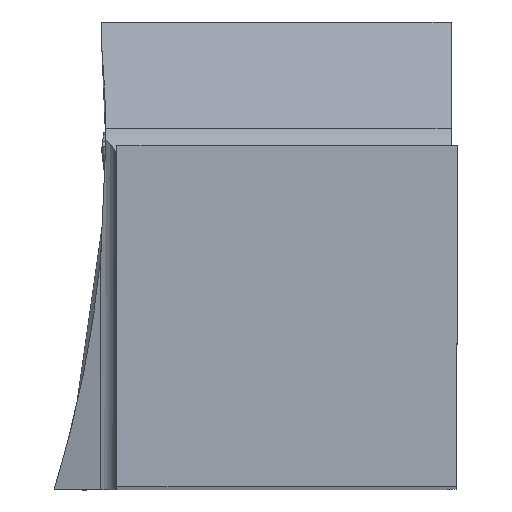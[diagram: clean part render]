
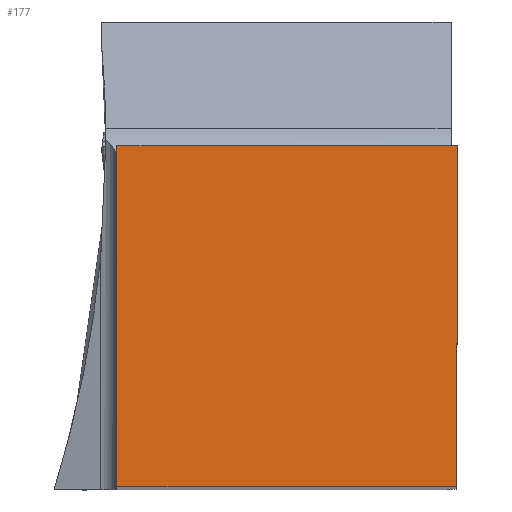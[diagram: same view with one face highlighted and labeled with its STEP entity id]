
A CAD part, top view. The second image highlights one B-rep face of the part: STEP entity #177.
In plain terms, the highlighted planar face has unit normal (0, 0, 1).
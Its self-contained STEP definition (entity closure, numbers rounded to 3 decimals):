
#119=PLANE('',#1546);
#177=ADVANCED_FACE('CU_BACK_SU1',(#258),#119,.F.);
#258=FACE_OUTER_BOUND('',#328,.T.);
#328=EDGE_LOOP('',(#826,#827,#828,#829));
#428=LINE('',#2192,#564);
#437=LINE('',#2253,#573);
#440=LINE('',#2259,#576);
#461=LINE('',#2325,#597);
#564=VECTOR('',#1698,1.);
#573=VECTOR('',#1717,1.);
#576=VECTOR('',#1722,1.);
#597=VECTOR('',#1767,1.);
#826=ORIENTED_EDGE('',*,*,#1279,.T.);
#827=ORIENTED_EDGE('',*,*,#1293,.T.);
#828=ORIENTED_EDGE('',*,*,#1296,.T.);
#829=ORIENTED_EDGE('',*,*,#1322,.F.);
#1141=VERTEX_POINT('',#2191);
#1142=VERTEX_POINT('',#2193);
#1150=VERTEX_POINT('',#2252);
#1152=VERTEX_POINT('',#2258);
#1279=EDGE_CURVE('',#1142,#1141,#428,.T.);
#1293=EDGE_CURVE('',#1141,#1150,#437,.T.);
#1296=EDGE_CURVE('',#1150,#1152,#440,.T.);
#1322=EDGE_CURVE('',#1142,#1152,#461,.T.);
#1546=AXIS2_PLACEMENT_3D('',#2326,#1768,#1769);
#1698=DIRECTION('',(1.,0.,0.));
#1717=DIRECTION('',(0.004,1.,0.));
#1722=DIRECTION('',(-1.,0.,0.));
#1767=DIRECTION('',(0.,1.,0.));
#1768=DIRECTION('',(0.,0.,-1.));
#1769=DIRECTION('',(0.,-1.,0.));
#2191=CARTESIAN_POINT('',(-0.109,0.,0.));
#2192=CARTESIAN_POINT('',(23.244,0.,0.));
#2193=CARTESIAN_POINT('',(-24.875,0.,0.));
#2252=CARTESIAN_POINT('',(0.,24.875,0.));
#2253=CARTESIAN_POINT('',(0.088,44.976,0.));
#2258=CARTESIAN_POINT('',(-24.875,24.875,0.));
#2259=CARTESIAN_POINT('',(23.244,24.875,0.));
#2325=CARTESIAN_POINT('',(-24.875,44.875,0.));
#2326=CARTESIAN_POINT('',(23.244,44.875,0.));
